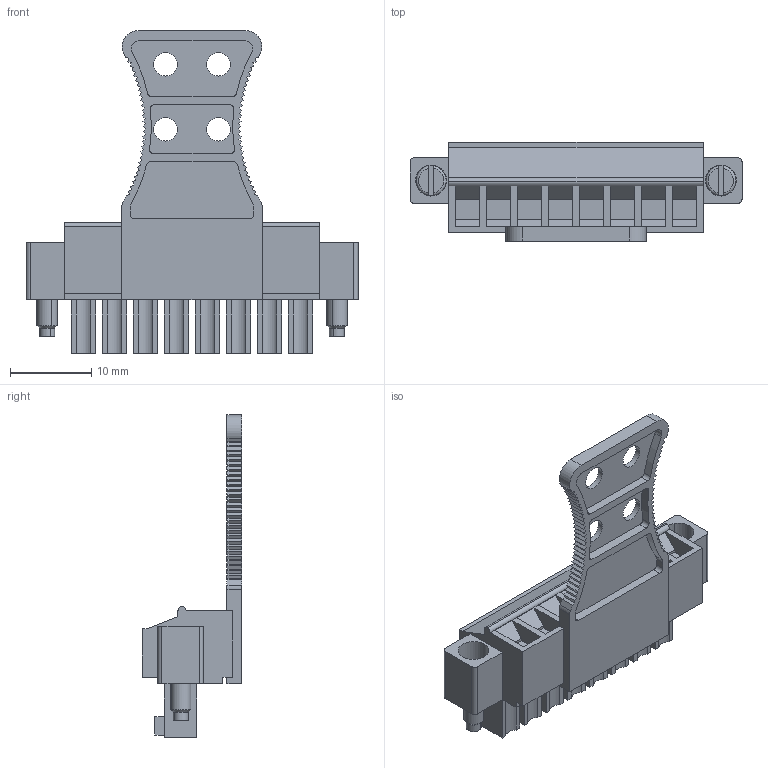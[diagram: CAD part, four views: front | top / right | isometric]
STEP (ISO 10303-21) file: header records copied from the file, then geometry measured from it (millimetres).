
FILE_DESCRIPTION(('CATIA V5 STEP Exchange','CAx-IF Rec.Pracs.--- Model Styling and Organization---1.2---2011-12-15'),'2;1');
FILE_NAME ('D1450069_0_1236590000_1236590000.stp','2018-09-19T13:43:09+00:00',('none'),('Weidmueller'),'CATIA Version 5-6 Release 2014','CATIA V5 STEP AP214','none');
FILE_SCHEMA(('AUTOMOTIVE_DESIGN { 1 0 10303 214 1 1 1 1 }'));
Length unit declared in the file: millimetre
Products named in the file (1): 1236590000
Bounding box: 40.87 x 12.2 x 39.75 mm (x, y, z)
Volume: 3844.7 mm3; surface area: 4550 mm2
Topology: 4 solids, 4 shells, 484 faces, 1291 edges, 854 vertices
Faces by surface type: plane 354, cylinder 98, cone 24, torus 8
Entity records: 13943 total; most frequent: ORIENTED_EDGE 2582, CARTESIAN_POINT 2493, DIRECTION 1913, EDGE_CURVE 1291, VECTOR 1031, LINE 1031, VERTEX_POINT 854, AXIS2_PLACEMENT_3D 568
